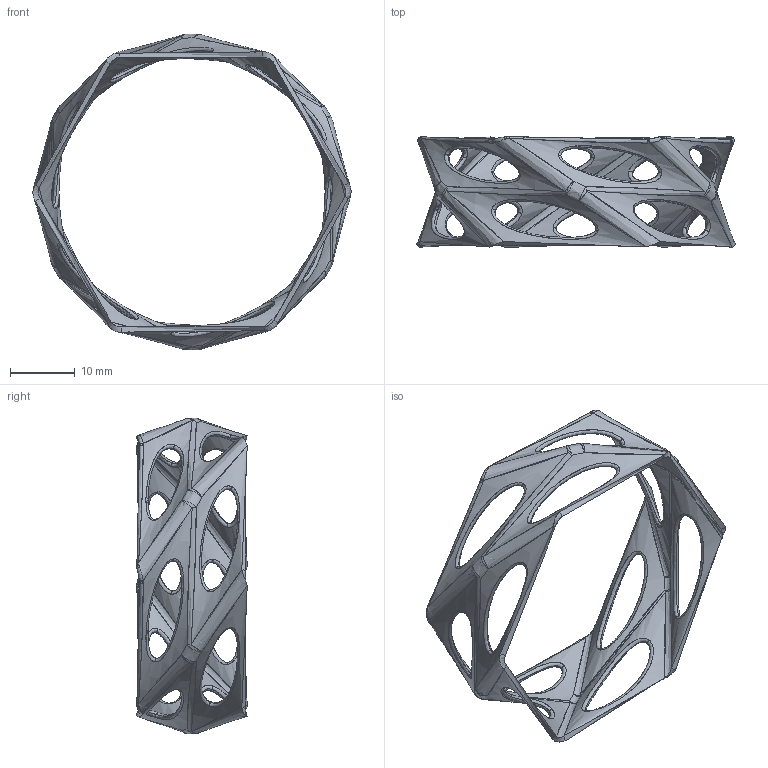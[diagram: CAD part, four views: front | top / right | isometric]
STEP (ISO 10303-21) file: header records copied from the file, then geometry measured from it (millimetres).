
FILE_DESCRIPTION(('FreeCAD Model'),'2;1');
FILE_NAME('Open CASCADE Shape Model','2025-04-27T18:36:51',('FreeCAD'),( 'FreeCAD'),'Open CASCADE STEP processor 7.6','FreeCAD','Unknown');
FILE_SCHEMA(('AUTOMOTIVE_DESIGN { 1 0 10303 214 1 1 1 1 }'));
Products named in the file (1): Open CASCADE STEP translator 7.6 1
Bounding box: 49.14 x 17.06 x 48.78 mm (x, y, z)
Surface area: 3986.9 mm2 (no closed solid volume)
Topology: 0 solids, 236 shells, 236 faces, 2531 edges, 2499 vertices
Faces by surface type: bspline 236
Entity records: 48784 total; most frequent: CARTESIAN_POINT 37886, ORIENTED_EDGE 2499, EDGE_CURVE 2499, VERTEX_POINT 2499, B_SPLINE_CURVE_WITH_KNOTS 2122, FACE_BOUND 260, EDGE_LOOP 260, SHELL_BASED_SURFACE_MODEL 236
